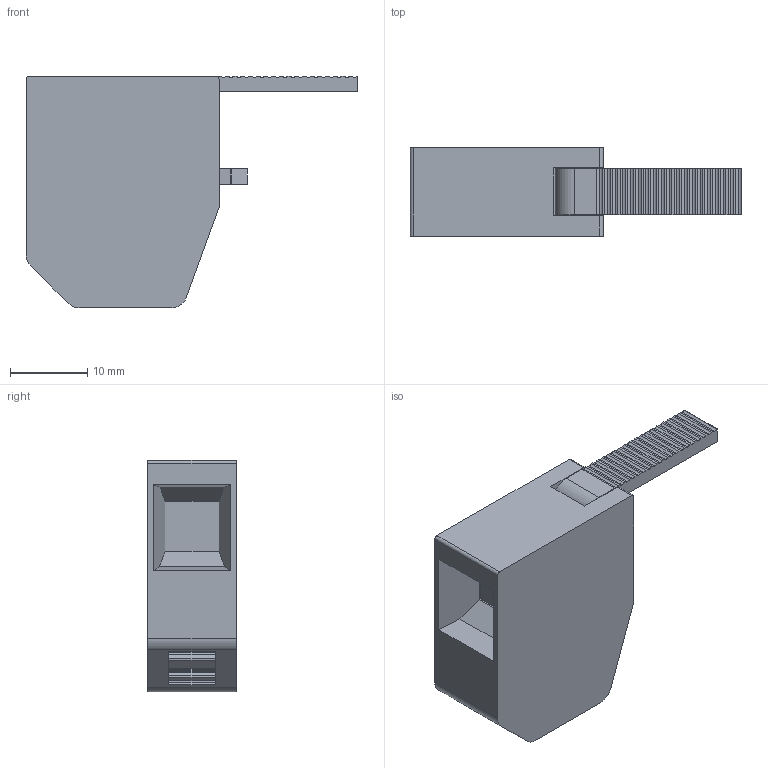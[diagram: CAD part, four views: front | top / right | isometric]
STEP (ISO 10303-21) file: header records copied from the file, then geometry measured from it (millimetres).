
FILE_DESCRIPTION (( 'STEP AP203' ), '1' );
FILE_NAME ('MRK Ek Klemens 18 mm .STEP', '2018-11-27T08:23:28', ( '' ), ( '' ), 'SwSTEP 2.0', 'SolidWorks 2011', '' );
FILE_SCHEMA (( 'CONFIG_CONTROL_DESIGN' ));
Length unit declared in the file: millimetre
Products named in the file (1): MRK Ek Klemens 18 mm 
Bounding box: 43 x 11.5 x 30 mm (x, y, z)
Volume: 7653.7 mm3; surface area: 3300 mm2
Topology: 1 solids, 1 shells, 171 faces, 481 edges, 317 vertices
Faces by surface type: plane 96, cylinder 72, cone 3
Entity records: 5623 total; most frequent: CARTESIAN_POINT 982, DIRECTION 976, ORIENTED_EDGE 962, EDGE_CURVE 481, AXIS2_PLACEMENT_3D 327, LINE 322, VECTOR 322, VERTEX_POINT 317
